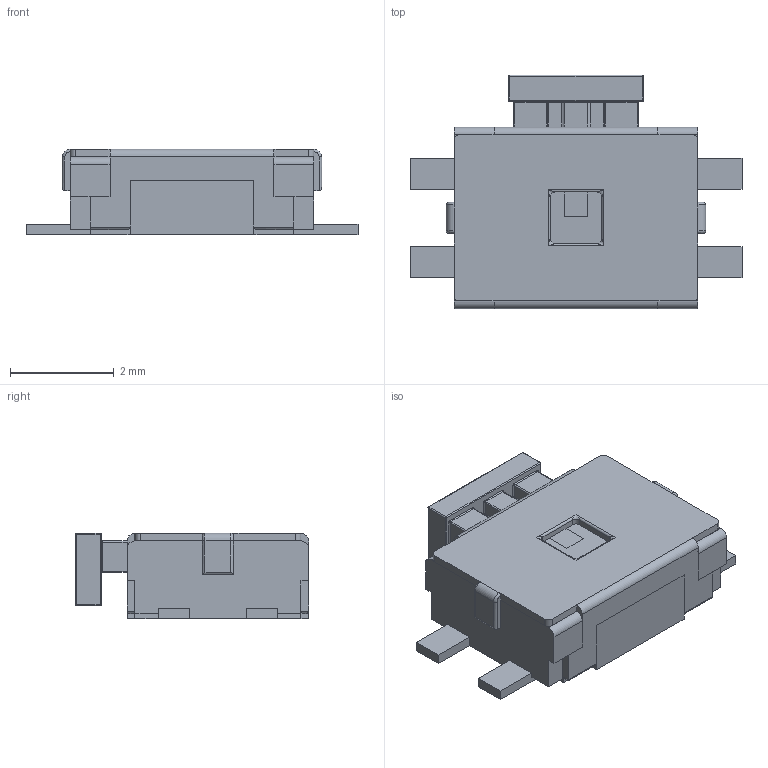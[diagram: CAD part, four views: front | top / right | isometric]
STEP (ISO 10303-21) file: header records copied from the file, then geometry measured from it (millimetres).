
FILE_DESCRIPTION(/* description */ ('model of Panasonic_EVQPUJ_EVQPUA'),/* implementation_level */ '2;1');
FILE_NAME(/* name */ 'Panasonic_EVQPUJ_EVQPUA.step',/* time_stamp */ '2020-10-28T17:48:06',/* author */ ('kicad StepUp','ksu'),/* organization */ ('FreeCAD'),/* preprocessor_version */ 'OCC',/* originating_system */ 'kicad StepUp',/* authorisation */ '');
FILE_SCHEMA(('AUTOMOTIVE_DESIGN { 1 0 10303 214 1 1 1 1 }'));
Length unit declared in the file: millimetre
Products named in the file (1): Panasonic_EVQPUJ_EVQPUA
Bounding box: 6.4 x 4.5 x 1.65 mm (x, y, z)
Volume: 29.6 mm3; surface area: 78.2 mm2
Topology: 1 solids, 1 shells, 230 faces, 586 edges, 344 vertices
Faces by surface type: plane 116, cylinder 86, torus 12, sphere 12, bspline 4
Entity records: 8780 total; most frequent: CARTESIAN_POINT 1653, DIRECTION 1174, ORIENTED_EDGE 1140, EDGE_CURVE 570, LINE 404, VECTOR 404, AXIS2_PLACEMENT_3D 385, VERTEX_POINT 344
